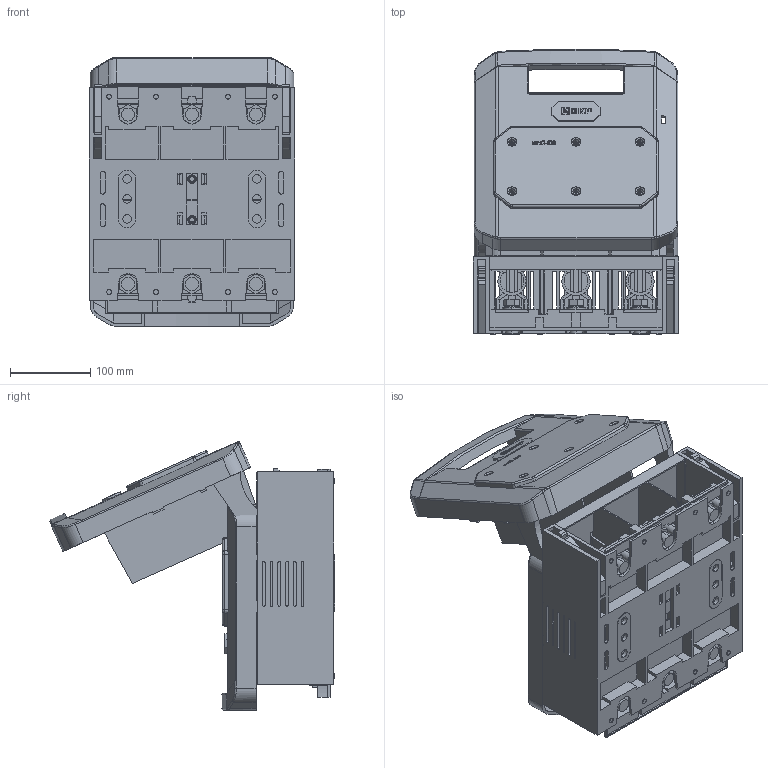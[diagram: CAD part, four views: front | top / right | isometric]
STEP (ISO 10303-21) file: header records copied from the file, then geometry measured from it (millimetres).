
FILE_DESCRIPTION (( 'STEP AP214' ), '1' );
FILE_NAME ('UVRE2-630.ÃÌ Âûêëþ÷àòåëü-ðàçúåäèíèòåëü ÓÂÐÝ v2 630À ñ äîïîëíèòåëüíûì êîíòàêòîì (NO+NC).STEP', '2024-09-25T14:43:12', ( '' ), ( '' ), 'SwSTEP 2.0', 'SolidWorks 2021', '' );
FILE_SCHEMA (( 'AUTOMOTIVE_DESIGN' ));
Length unit declared in the file: millimetre
Products named in the file (13): Êîïèÿ Hookup^UVRE2-630.ÃÌ Âûêëþ÷àòåëü-ðàçúåäèíèòåëü ÓÂÐÝ v2 630À ñ äîïîëíèòåëüíûì êîíòàêòîì (NO+NC)_00; Êîïèÿ Washer^UVRE2-630.ÃÌ Âûêëþ÷àòåëü-ðàçúåäèíèòåëü ÓÂÐÝ v2 630À ñ äîïîëíèòåëüíûì êîíòàêòîì (NO+NC)_Washer; Êîïèÿ Cover down^UVRE2-630.ÃÌ Âûêëþ÷àòåëü-ðàçúåäèíèòåëü ÓÂÐÝ v2 630À ñ äîïîëíèòåëüíûì êîíòàêòîì (NO+NC)_00; Êîïèÿ Cover^UVRE2-630.ÃÌ Âûêëþ÷àòåëü-ðàçúåäèíèòåëü ÓÂÐÝ v2 630À ñ äîïîëíèòåëüíûì êîíòàêòîì (NO+NC)_00; UVRE2-630.ÃÌ Âûêëþ÷àòåëü-ðàçúåäèíèòåëü ÓÂÐÝ v2 630À ñ äîïîëíèòåëüíûì êîíòàêòîì (NO+NC); Êîïèÿ Cover up^UVRE2-630.ÃÌ Âûêëþ÷àòåëü-ðàçúåäèíèòåëü ÓÂÐÝ v2 630À ñ äîïîëíèòåëüíûì êîíòàêòîì (NO+NC)_00; Êîïèÿ Base^UVRE2-630.ÃÌ Âûêëþ÷àòåëü-ðàçúåäèíèòåëü ÓÂÐÝ v2 630À ñ äîïîëíèòåëüíûì êîíòàêòîì (NO+NC)_00; Êîïèÿ Side^UVRE2-630.ÃÌ Âûêëþ÷àòåëü-ðàçúåäèíèòåëü ÓÂÐÝ v2 630À ñ äîïîëíèòåëüíûì êîíòàêòîì (NO+NC)_00; Êîïèÿ Lock washer^UVRE2-630.ÃÌ Âûêëþ÷àòåëü-ðàçúåäèíèòåëü ÓÂÐÝ v2 630À ñ äîïîëíèòåëüíûì êîíòàêòîì (NO+NC)_Lock washer; Êîïèÿ Button^UVRE2-630.ÃÌ Âûêëþ÷àòåëü-ðàçúåäèíèòåëü ÓÂÐÝ v2 630À ñ äîïîëíèòåëüíûì êîíòàêòîì (NO+NC)_00; Êîïèÿ Box^UVRE2-630.ÃÌ Âûêëþ÷àòåëü-ðàçúåäèíèòåëü ÓÂÐÝ v2 630À ñ äîïîëíèòåëüíûì êîíòàêòîì (NO+NC)_00; Êîïèÿ Screw^UVRE2-630.ÃÌ Âûêëþ÷àòåëü-ðàçúåäèíèòåëü ÓÂÐÝ v2 630À ñ äîïîëíèòåëüíûì êîíòàêòîì (NO+NC)_Screw; Êîïèÿ Tapping screw^UVRE2-630.ÃÌ Âûêëþ÷àòåëü-ðàçúåäèíèòåëü ÓÂÐÝ v2 630À ñ äîïîëíèòåëüíûì êîíòàêòîì (NO+NC)_Tapping screw DIN 7982-ST4.2x22-C-H-N
Assembly tree (47 placements, depth 2):
  UVRE2-630.ÃÌ Âûêëþ÷àòåëü-ðàçúåäèíèòåëü ÓÂÐÝ v2 630À ñ äîïîëíèòåëüíûì êîíòàêòîì (NO+NC)
    Êîïèÿ Base^UVRE2-630.ÃÌ Âûêëþ÷àòåëü-ðàçúåäèíèòåëü ÓÂÐÝ v2 630À ñ äîïîëíèòåëüíûì êîíòàêòîì (NO+NC)_00
    Êîïèÿ Hookup^UVRE2-630.ÃÌ Âûêëþ÷àòåëü-ðàçúåäèíèòåëü ÓÂÐÝ v2 630À ñ äîïîëíèòåëüíûì êîíòàêòîì (NO+NC)_00  x6
    Êîïèÿ Side^UVRE2-630.ÃÌ Âûêëþ÷àòåëü-ðàçúåäèíèòåëü ÓÂÐÝ v2 630À ñ äîïîëíèòåëüíûì êîíòàêòîì (NO+NC)_00  x2
    Êîïèÿ Cover down^UVRE2-630.ÃÌ Âûêëþ÷àòåëü-ðàçúåäèíèòåëü ÓÂÐÝ v2 630À ñ äîïîëíèòåëüíûì êîíòàêòîì (NO+NC)_00
    Êîïèÿ Cover up^UVRE2-630.ÃÌ Âûêëþ÷àòåëü-ðàçúåäèíèòåëü ÓÂÐÝ v2 630À ñ äîïîëíèòåëüíûì êîíòàêòîì (NO+NC)_00
    Êîïèÿ Button^UVRE2-630.ÃÌ Âûêëþ÷àòåëü-ðàçúåäèíèòåëü ÓÂÐÝ v2 630À ñ äîïîëíèòåëüíûì êîíòàêòîì (NO+NC)_00
    Êîïèÿ Box^UVRE2-630.ÃÌ Âûêëþ÷àòåëü-ðàçúåäèíèòåëü ÓÂÐÝ v2 630À ñ äîïîëíèòåëüíûì êîíòàêòîì (NO+NC)_00  x3
    Êîïèÿ Cover^UVRE2-630.ÃÌ Âûêëþ÷àòåëü-ðàçúåäèíèòåëü ÓÂÐÝ v2 630À ñ äîïîëíèòåëüíûì êîíòàêòîì (NO+NC)_00  x2
    Êîïèÿ Washer^UVRE2-630.ÃÌ Âûêëþ÷àòåëü-ðàçúåäèíèòåëü ÓÂÐÝ v2 630À ñ äîïîëíèòåëüíûì êîíòàêòîì (NO+NC)_Washer  x6
    Êîïèÿ Lock washer^UVRE2-630.ÃÌ Âûêëþ÷àòåëü-ðàçúåäèíèòåëü ÓÂÐÝ v2 630À ñ äîïîëíèòåëüíûì êîíòàêòîì (NO+NC)_Lock washer  x6
    Êîïèÿ Screw^UVRE2-630.ÃÌ Âûêëþ÷àòåëü-ðàçúåäèíèòåëü ÓÂÐÝ v2 630À ñ äîïîëíèòåëüíûì êîíòàêòîì (NO+NC)_Screw  x6
    Êîïèÿ Tapping screw^UVRE2-630.ÃÌ Âûêëþ÷àòåëü-ðàçúåäèíèòåëü ÓÂÐÝ v2 630À ñ äîïîëíèòåëüíûì êîíòàêòîì (NO+NC)_Tapping screw DIN 7982-ST4.2x22-C-H-N  x12
Bounding box: 256.2 x 356.1 x 335.77 mm (x, y, z)
Volume: 2804708.5 mm3; surface area: 1720052.1 mm2
Topology: 94 solids, 102 shells, 6219 faces, 17093 edges, 11144 vertices
Faces by surface type: plane 4289, cylinder 1362, bspline 296, cone 200, torus 72
Entity records: 104739 total; most frequent: CARTESIAN_POINT 22170, ORIENTED_EDGE 17084, DIRECTION 15231, EDGE_CURVE 8542, VECTOR 6843, LINE 6843, VERTEX_POINT 5623, AXIS2_PLACEMENT_3D 4194
